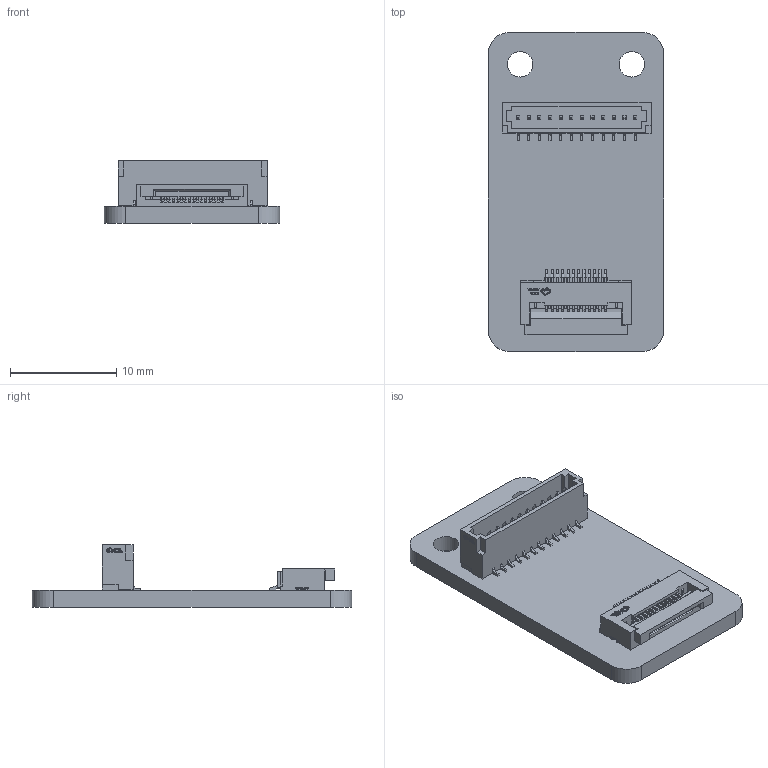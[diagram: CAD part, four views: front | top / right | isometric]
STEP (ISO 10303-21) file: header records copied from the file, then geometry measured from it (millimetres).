
FILE_DESCRIPTION(('Open CASCADE Model'),'2;1');
FILE_NAME('Open CASCADE Shape Model','2024-01-11T16:32:53',('Author'),( 'Open CASCADE'),'Open CASCADE STEP processor 7.5','Open CASCADE 7.5' ,'Unknown');
FILE_SCHEMA(('AUTOMOTIVE_DESIGN { 1 0 10303 214 1 1 1 1 }'));
Length unit declared in the file: millimetre
Products named in the file (35): PCB; Board; Open CASCADE STEP translator 7.5 2.1.1; FPC1; AFC01-S12FCA-00 - AFC01-S12FCA-00; CN1; BM12B-SRSS-TB(LF)(SN)
Assembly tree (34 placements, depth 3):
  PCB
    Board
      Open CASCADE STEP translator 7.5 2.1.1
    FPC1
      AFC01-S12FCA-00 - AFC01-S12FCA-00
      AFC01-S12FCA-00 - AFC01-S12FCA-00
      AFC01-S12FCA-00 - AFC01-S12FCA-00
      AFC01-S12FCA-00 - AFC01-S12FCA-00
      AFC01-S12FCA-00 - AFC01-S12FCA-00
      AFC01-S12FCA-00 - AFC01-S12FCA-00
      AFC01-S12FCA-00 - AFC01-S12FCA-00
      AFC01-S12FCA-00 - AFC01-S12FCA-00
      AFC01-S12FCA-00 - AFC01-S12FCA-00
      AFC01-S12FCA-00 - AFC01-S12FCA-00
      AFC01-S12FCA-00 - AFC01-S12FCA-00
      AFC01-S12FCA-00 - AFC01-S12FCA-00
      AFC01-S12FCA-00 - AFC01-S12FCA-00
      AFC01-S12FCA-00 - AFC01-S12FCA-00
      AFC01-S12FCA-00 - AFC01-S12FCA-00
      AFC01-S12FCA-00 - AFC01-S12FCA-00
    CN1
      BM12B-SRSS-TB(LF)(SN)
      BM12B-SRSS-TB(LF)(SN)
      BM12B-SRSS-TB(LF)(SN)
      BM12B-SRSS-TB(LF)(SN)
      BM12B-SRSS-TB(LF)(SN)
      BM12B-SRSS-TB(LF)(SN)
      BM12B-SRSS-TB(LF)(SN)
      BM12B-SRSS-TB(LF)(SN)
      BM12B-SRSS-TB(LF)(SN)
      BM12B-SRSS-TB(LF)(SN)
      BM12B-SRSS-TB(LF)(SN)
      BM12B-SRSS-TB(LF)(SN)
      BM12B-SRSS-TB(LF)(SN)
      BM12B-SRSS-TB(LF)(SN)
Bounding box: 16.5 x 30 x 5.92 mm (x, y, z)
Volume: 946.3 mm3; surface area: 1938.6 mm2
Topology: 31 solids, 31 shells, 1479 faces, 4097 edges, 2688 vertices
Faces by surface type: plane 1167, cylinder 157, bspline 144, sphere 11
Full cylindrical faces by diameter (mm): 2.4 x2
Entity records: 52157 total; most frequent: CARTESIAN_POINT 12026, ORIENTED_EDGE 8180, DIRECTION 6764, EDGE_CURVE 4090, LINE 3344, VECTOR 3344, VERTEX_POINT 2686, AXIS2_PLACEMENT_3D 1710
